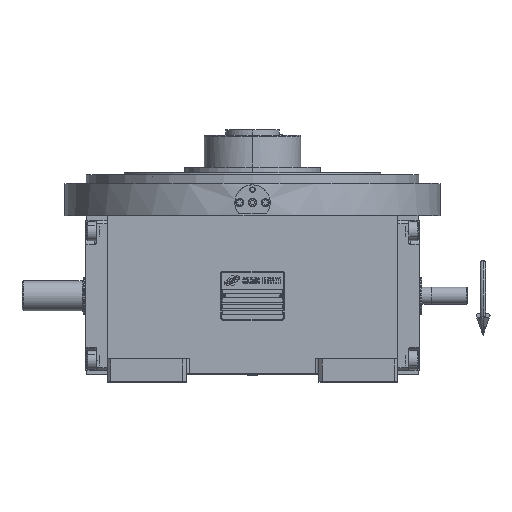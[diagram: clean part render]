
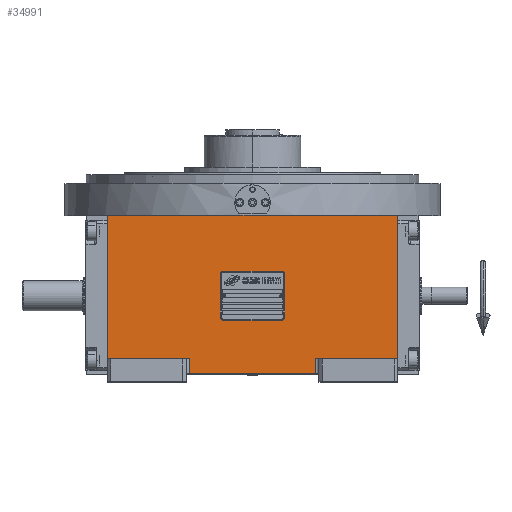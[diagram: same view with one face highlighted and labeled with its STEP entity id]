
A CAD part, top view. The second image highlights one B-rep face of the part: STEP entity #34991.
In plain terms, the highlighted planar face has unit normal (0, 0, 1).
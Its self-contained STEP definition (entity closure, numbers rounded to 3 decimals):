
#88 = DIRECTION ( 'NONE',  ( 1., 0., 0. ) ) ;
#289 = CARTESIAN_POINT ( 'NONE',  ( -135., -59., 226. ) ) ;
#787 = LINE ( 'NONE', #27211, #42918 ) ;
#1538 = VERTEX_POINT ( 'NONE', #36295 ) ;
#2777 = EDGE_CURVE ( 'NONE', #34912, #51795, #787, .T. ) ;
#4282 = ORIENTED_EDGE ( 'NONE', *, *, #28270, .F. ) ;
#4912 = EDGE_CURVE ( 'NONE', #25627, #26355, #25622, .T. ) ;
#5187 = EDGE_CURVE ( 'NONE', #9079, #31686, #30250, .T. ) ;
#6439 = CARTESIAN_POINT ( 'NONE',  ( 135., -59., 226. ) ) ;
#7112 = CARTESIAN_POINT ( 'NONE',  ( 135., -59., 226. ) ) ;
#9079 = VERTEX_POINT ( 'NONE', #6439 ) ;
#9285 = ORIENTED_EDGE ( 'NONE', *, *, #2777, .T. ) ;
#10447 = CARTESIAN_POINT ( 'NONE',  ( -135., -59., 226. ) ) ;
#11034 = DIRECTION ( 'NONE',  ( 1., 0., 0. ) ) ;
#12083 = VECTOR ( 'NONE', #31246, 1000. ) ;
#12367 = CARTESIAN_POINT ( 'NONE',  ( 59., -59., 226. ) ) ;
#12657 = CARTESIAN_POINT ( 'NONE',  ( -59., -73., 226. ) ) ;
#12956 = VECTOR ( 'NONE', #59539, 1000. ) ;
#13299 = EDGE_CURVE ( 'NONE', #34912, #1538, #61008, .T. ) ;
#16257 = CARTESIAN_POINT ( 'NONE',  ( -59., -73., 226. ) ) ;
#18526 = ORIENTED_EDGE ( 'NONE', *, *, #68131, .F. ) ;
#19491 = VECTOR ( 'NONE', #22313, 1000. ) ;
#20028 = LINE ( 'NONE', #47515, #12083 ) ;
#21114 = VECTOR ( 'NONE', #11034, 1000. ) ;
#21249 = ORIENTED_EDGE ( 'NONE', *, *, #5187, .T. ) ;
#22313 = DIRECTION ( 'NONE',  ( 1., 0., 0. ) ) ;
#22380 = DIRECTION ( 'NONE',  ( 0., 1., 0. ) ) ;
#25622 = LINE ( 'NONE', #64988, #12956 ) ;
#25627 = VERTEX_POINT ( 'NONE', #10447 ) ;
#26116 = VECTOR ( 'NONE', #22380, 1000. ) ;
#26355 = VERTEX_POINT ( 'NONE', #48146 ) ;
#27211 = CARTESIAN_POINT ( 'NONE',  ( -59., -73., 226. ) ) ;
#27593 = LINE ( 'NONE', #70244, #35792 ) ;
#28270 = EDGE_CURVE ( 'NONE', #26355, #31686, #27593, .T. ) ;
#29648 = EDGE_LOOP ( 'NONE', ( #9285, #18526, #47244, #21249, #4282, #48691, #68296, #44545 ) ) ;
#30250 = LINE ( 'NONE', #7112, #32576 ) ;
#31246 = DIRECTION ( 'NONE',  ( 0., -1., 0. ) ) ;
#31659 = AXIS2_PLACEMENT_3D ( 'NONE', #57814, #51683, #63597 ) ;
#31686 = VERTEX_POINT ( 'NONE', #56068 ) ;
#32576 = VECTOR ( 'NONE', #41101, 1000. ) ;
#34912 = VERTEX_POINT ( 'NONE', #12657 ) ;
#34991 = ADVANCED_FACE ( 'NONE', ( #40519 ), #57447, .T. ) ;
#35792 = VECTOR ( 'NONE', #65530, 1000. ) ;
#36295 = CARTESIAN_POINT ( 'NONE',  ( -59., -59., 226. ) ) ;
#40519 = FACE_OUTER_BOUND ( 'NONE', #29648, .T. ) ;
#41101 = DIRECTION ( 'NONE',  ( 0., 1., 0. ) ) ;
#42320 = CARTESIAN_POINT ( 'NONE',  ( 59., -73., 226. ) ) ;
#42918 = VECTOR ( 'NONE', #88, 1000. ) ;
#44545 = ORIENTED_EDGE ( 'NONE', *, *, #13299, .F. ) ;
#44715 = LINE ( 'NONE', #289, #19491 ) ;
#44776 = EDGE_CURVE ( 'NONE', #45538, #9079, #48300, .T. ) ;
#45538 = VERTEX_POINT ( 'NONE', #48045 ) ;
#47244 = ORIENTED_EDGE ( 'NONE', *, *, #44776, .T. ) ;
#47515 = CARTESIAN_POINT ( 'NONE',  ( 59., -59., 226. ) ) ;
#48045 = CARTESIAN_POINT ( 'NONE',  ( 59., -59., 226. ) ) ;
#48146 = CARTESIAN_POINT ( 'NONE',  ( -135., 75., 226. ) ) ;
#48300 = LINE ( 'NONE', #12367, #21114 ) ;
#48691 = ORIENTED_EDGE ( 'NONE', *, *, #4912, .F. ) ;
#51683 = DIRECTION ( 'NONE',  ( 0., 0., 1. ) ) ;
#51795 = VERTEX_POINT ( 'NONE', #42320 ) ;
#56068 = CARTESIAN_POINT ( 'NONE',  ( 135., 75., 226. ) ) ;
#57447 = PLANE ( 'NONE',  #31659 ) ;
#57814 = CARTESIAN_POINT ( 'NONE',  ( -135., -73., 226. ) ) ;
#58461 = EDGE_CURVE ( 'NONE', #25627, #1538, #44715, .T. ) ;
#59539 = DIRECTION ( 'NONE',  ( 0., 1., 0. ) ) ;
#61008 = LINE ( 'NONE', #16257, #26116 ) ;
#63597 = DIRECTION ( 'NONE',  ( 1., 0., 0. ) ) ;
#64988 = CARTESIAN_POINT ( 'NONE',  ( -135., -59., 226. ) ) ;
#65530 = DIRECTION ( 'NONE',  ( 1., 0., 0. ) ) ;
#68131 = EDGE_CURVE ( 'NONE', #45538, #51795, #20028, .T. ) ;
#68296 = ORIENTED_EDGE ( 'NONE', *, *, #58461, .T. ) ;
#70244 = CARTESIAN_POINT ( 'NONE',  ( -135., 75., 226. ) ) ;
